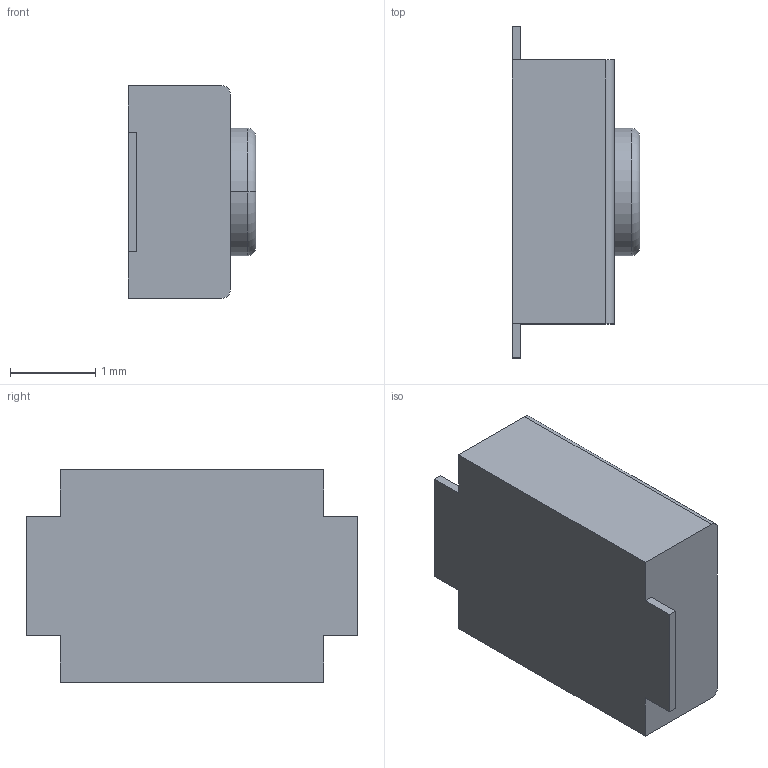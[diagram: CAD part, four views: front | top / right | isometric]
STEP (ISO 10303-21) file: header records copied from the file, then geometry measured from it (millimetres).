
FILE_DESCRIPTION((''),'2;1');
FILE_NAME('PRT0003','2025-09-22T',('Administrator'),(''),'PRO/ENGINEER BY PARAMETRIC TECHNOLOGY CORPORATION, 2010280','PRO/ENGINEER BY PARAMETRIC TECHNOLOGY CORPORATION, 2010280','');
FILE_SCHEMA(('CONFIG_CONTROL_DESIGN'));
Length unit declared in the file: millimetre
Products named in the file (1): PRT0003
Bounding box: 1.5 x 3.9 x 2.5 mm (x, y, z)
Volume: 9.9 mm3; surface area: 32.3 mm2
Topology: 1 solids, 1 shells, 21 faces, 52 edges, 34 vertices
Faces by surface type: plane 15, cylinder 4, torus 2
Entity records: 660 total; most frequent: CARTESIAN_POINT 107, DIRECTION 106, ORIENTED_EDGE 104, EDGE_CURVE 52, VECTOR 40, LINE 40, VERTEX_POINT 34, AXIS2_PLACEMENT_3D 33
